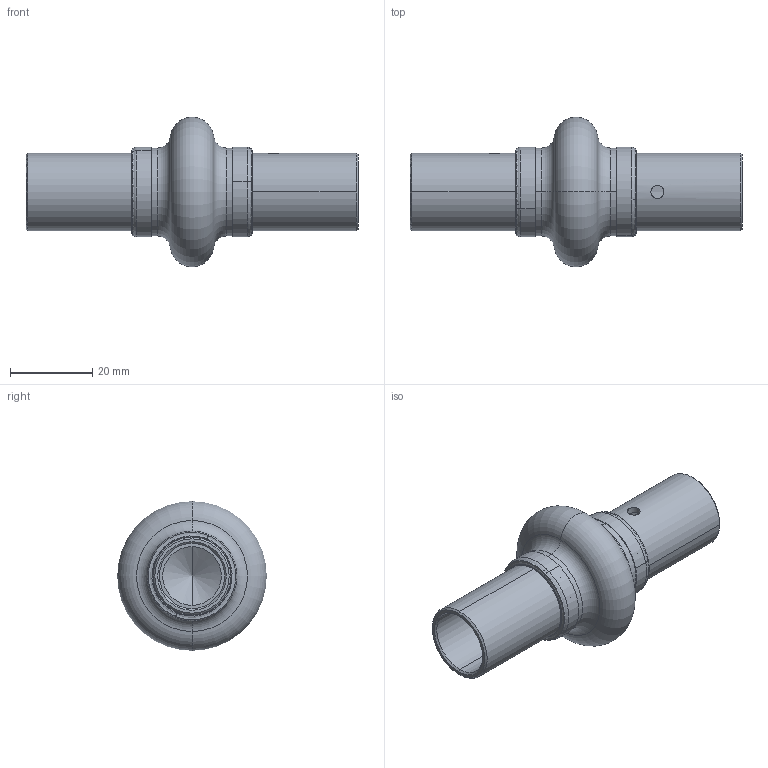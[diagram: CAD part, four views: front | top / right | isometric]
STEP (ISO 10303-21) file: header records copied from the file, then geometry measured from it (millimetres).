
FILE_DESCRIPTION (( 'STEP AP214' ), '1' );
FILE_NAME ('MS20271B12.STEP', '2018-06-08T18:28:54', ( 'rick' ), ( 'Hewlett-Packard Company' ), 'SwSTEP 2.0', 'SolidWorks 2017', '' );
FILE_SCHEMA (( 'AUTOMOTIVE_DESIGN' ));
Length unit declared in the file: inch
Products named in the file (9): MIL Spec Short Pin_MS20271B12-4A-QPL; MIL Spec Long Pin_MS20271B12-5A-QPL; MIL Spec Block_MS20271B12-2A-QPL; MS2027xB12-Y_MS20271B12-Y; MS20271B12; RING_STYLE_CLAMPS_750CL-SS303-PR1 INSTALLED; BOOT CLAMP - CUP STYLE_750 CLAMP CRIMPED; 750 BOOT_750 BOOT-SL INTALLED (WITH CLAMP); RIVET_MS20271B12-3A at Clinch
Assembly tree (12 placements, depth 2):
  MS20271B12
    MS2027xB12-Y_MS20271B12-Y  x2
    MIL Spec Block_MS20271B12-2A-QPL
    MIL Spec Long Pin_MS20271B12-5A-QPL
    MIL Spec Short Pin_MS20271B12-4A-QPL  x2
    RIVET_MS20271B12-3A at Clinch
    750 BOOT_750 BOOT-SL INTALLED (WITH CLAMP)
    BOOT CLAMP - CUP STYLE_750 CLAMP CRIMPED  x2
    RING_STYLE_CLAMPS_750CL-SS303-PR1 INSTALLED  x2
Bounding box: 80.98 x 36.46 x 36.46 mm (x, y, z)
Volume: 15334.2 mm3; surface area: 19351.3 mm2
Topology: 12 solids, 12 shells, 292 faces, 688 edges, 428 vertices
Faces by surface type: cylinder 128, plane 72, cone 56, torus 28, sphere 8
Entity records: 7384 total; most frequent: CARTESIAN_POINT 1650, DIRECTION 1048, ORIENTED_EDGE 912, EDGE_CURVE 456, AXIS2_PLACEMENT_3D 449, VERTEX_POINT 283, CIRCLE 236, EDGE_LOOP 229
